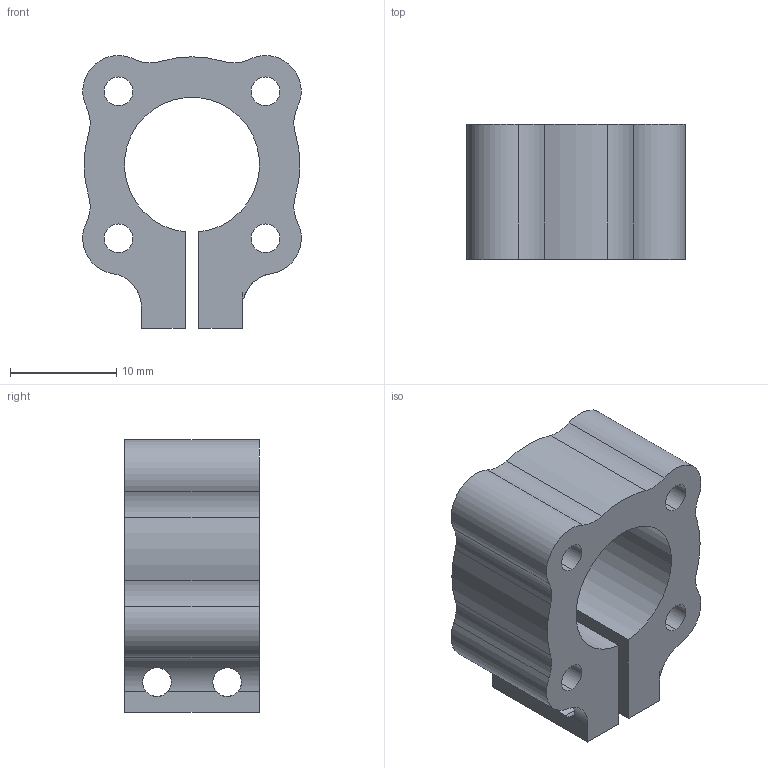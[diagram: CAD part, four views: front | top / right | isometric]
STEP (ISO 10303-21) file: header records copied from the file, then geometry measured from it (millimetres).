
FILE_DESCRIPTION (( 'STEP AP203' ), '1' );
FILE_NAME ('545340.STEP', '2014-07-10T16:46:36', ( 'Kyle' ), ( 'Microsoft' ), 'SwSTEP 2.0', 'SolidWorks 2014', '' );
FILE_SCHEMA (( 'CONFIG_CONTROL_DESIGN' ));
Length unit declared in the file: inch
Products named in the file (1): 545340
Bounding box: 20.56 x 12.7 x 25.68 mm (x, y, z)
Volume: 3498.2 mm3; surface area: 2925.3 mm2
Topology: 1 solids, 1 shells, 44 faces, 132 edges, 88 vertices
Faces by surface type: cylinder 35, plane 9
Entity records: 1729 total; most frequent: CARTESIAN_POINT 377, DIRECTION 280, ORIENTED_EDGE 264, EDGE_CURVE 132, AXIS2_PLACEMENT_3D 111, VERTEX_POINT 88, CIRCLE 66, EDGE_LOOP 58
